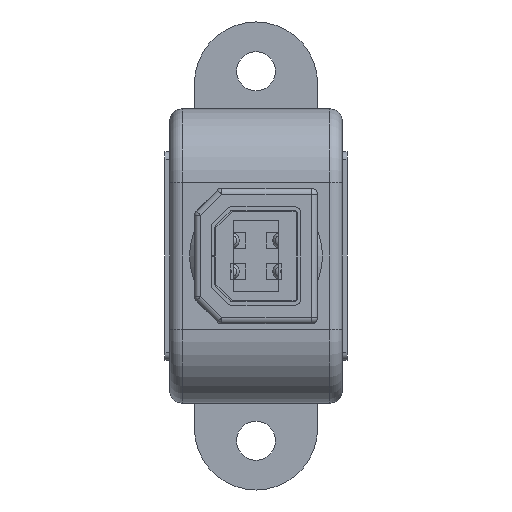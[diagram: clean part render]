
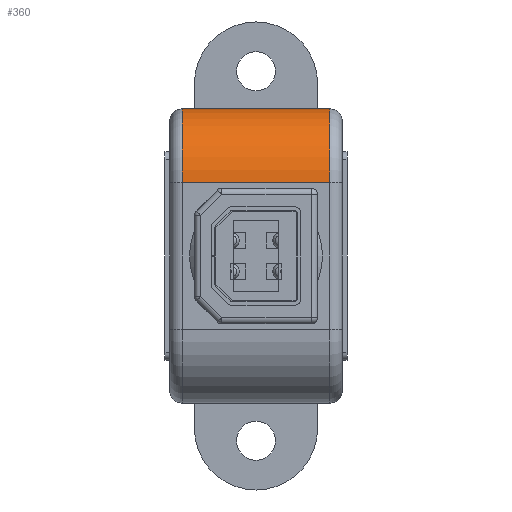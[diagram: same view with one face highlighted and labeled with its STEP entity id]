
A CAD part, front view. The second image highlights one B-rep face of the part: STEP entity #360.
In plain terms, the highlighted cylindrical face has radius 6 mm (diameter 12 mm), a partial arc.
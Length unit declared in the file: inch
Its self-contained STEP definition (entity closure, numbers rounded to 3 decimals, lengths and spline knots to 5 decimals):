
#354 = EDGE_CURVE ( 'NONE', #9487, #9716, #15971, .T. ) ;
#356 = ORIENTED_EDGE ( 'NONE', *, *, #365, .T. ) ;
#360 = ADVANCED_FACE ( 'NONE', ( #16019 ), #16018, .T. ) ;
#365 = EDGE_CURVE ( 'NONE', #9715, #9465, #16006, .T. ) ;
#366 = ORIENTED_EDGE ( 'NONE', *, *, #9714, .F. ) ;
#3258 = DIRECTION ( 'NONE',  ( 0., 1., 0. ) ) ;
#3259 = VECTOR ( 'NONE', #3258, 39.37008 ) ;
#3260 = CARTESIAN_POINT ( 'NONE',  ( -0.23425, 0.27559, -1.05512 ) ) ;
#3261 = LINE ( 'NONE', #3260, #3259 ) ;
#3266 = CARTESIAN_POINT ( 'NONE',  ( -0.23425, -0.23622, -1.05512 ) ) ;
#3267 = CARTESIAN_POINT ( 'NONE',  ( -0.23425, 0.23622, -1.05512 ) ) ;
#3316 = CARTESIAN_POINT ( 'NONE',  ( -0.47047, -0.23622, -0.8189 ) ) ;
#3317 = CARTESIAN_POINT ( 'NONE',  ( -0.47047, 0.23622, -0.8189 ) ) ;
#3318 = DIRECTION ( 'NONE',  ( 0., -1., 0. ) ) ;
#3319 = VECTOR ( 'NONE', #3318, 39.37008 ) ;
#3320 = CARTESIAN_POINT ( 'NONE',  ( -0.47047, -0.27559, -0.8189 ) ) ;
#3321 = LINE ( 'NONE', #3320, #3319 ) ;
#9465 = VERTEX_POINT ( 'NONE', #3267 ) ;
#9487 = VERTEX_POINT ( 'NONE', #3266 ) ;
#9599 = EDGE_CURVE ( 'NONE', #9487, #9465, #3261, .T. ) ;
#9714 = EDGE_CURVE ( 'NONE', #9715, #9716, #3321, .T. ) ;
#9715 = VERTEX_POINT ( 'NONE', #3317 ) ;
#9716 = VERTEX_POINT ( 'NONE', #3316 ) ;
#11154 = ORIENTED_EDGE ( 'NONE', *, *, #9599, .F. ) ;
#11165 = ORIENTED_EDGE ( 'NONE', *, *, #354, .T. ) ;
#11279 = EDGE_LOOP ( 'NONE', ( #11154, #11165, #366, #356 ) ) ;
#15967 = DIRECTION ( 'NONE',  ( 0., 0., -1. ) ) ;
#15968 = DIRECTION ( 'NONE',  ( 0., 1., 0. ) ) ;
#15969 = CARTESIAN_POINT ( 'NONE',  ( -0.23425, -0.23622, -0.8189 ) ) ;
#15970 = AXIS2_PLACEMENT_3D ( 'NONE', #15969, #15968, #15967 ) ;
#15971 = CIRCLE ( 'NONE', #15970, 0.23622 ) ;
#16002 = DIRECTION ( 'NONE',  ( 0., 0., 1. ) ) ;
#16003 = DIRECTION ( 'NONE',  ( 0., -1., 0. ) ) ;
#16004 = CARTESIAN_POINT ( 'NONE',  ( -0.23425, 0.23622, -0.8189 ) ) ;
#16005 = AXIS2_PLACEMENT_3D ( 'NONE', #16004, #16003, #16002 ) ;
#16006 = CIRCLE ( 'NONE', #16005, 0.23622 ) ;
#16013 = DIRECTION ( 'NONE',  ( -1., 0., 0. ) ) ;
#16014 = DIRECTION ( 'NONE',  ( 0., 1., 0. ) ) ;
#16015 = CARTESIAN_POINT ( 'NONE',  ( -0.23425, 0.27559, -0.8189 ) ) ;
#16016 = AXIS2_PLACEMENT_3D ( 'NONE', #16015, #16014, #16013 ) ;
#16018 = CYLINDRICAL_SURFACE ( 'NONE', #16016, 0.23622 ) ;
#16019 = FACE_OUTER_BOUND ( 'NONE', #11279, .T. ) ;
